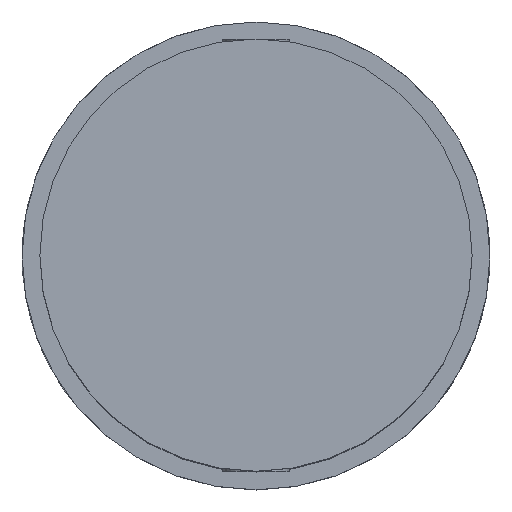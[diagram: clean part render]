
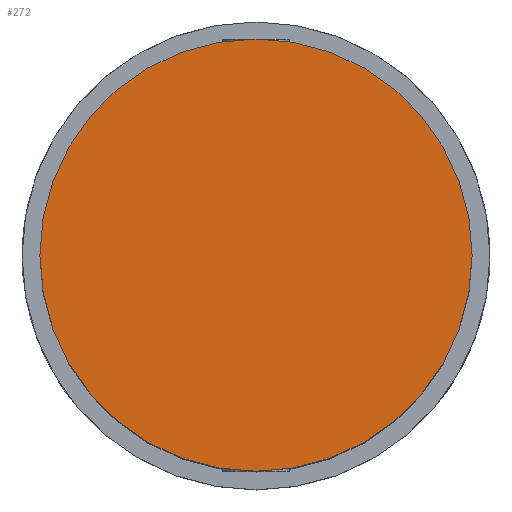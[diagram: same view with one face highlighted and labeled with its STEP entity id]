
A CAD part, top view. The second image highlights one B-rep face of the part: STEP entity #272.
In plain terms, the highlighted planar face has unit normal (0, 0, 1).
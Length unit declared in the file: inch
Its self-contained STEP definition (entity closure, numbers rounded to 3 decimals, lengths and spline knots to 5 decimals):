
#36 = DIRECTION ( 'NONE',  ( 1., 0., 0. ) ) ;
#101 = ORIENTED_EDGE ( 'NONE', *, *, #508, .T. ) ;
#161 = CARTESIAN_POINT ( 'NONE',  ( -0.2, 0., 0.428 ) ) ;
#272 = ADVANCED_FACE ( 'NONE', ( #1084 ), #299, .T. ) ;
#285 = AXIS2_PLACEMENT_3D ( 'NONE', #1184, #599, #36 ) ;
#299 = PLANE ( 'NONE',  #1140 ) ;
#387 = DIRECTION ( 'NONE',  ( 1., 0., 0. ) ) ;
#398 = CIRCLE ( 'NONE', #406, 0.2 ) ;
#406 = AXIS2_PLACEMENT_3D ( 'NONE', #1089, #511, #1188 ) ;
#508 = EDGE_CURVE ( 'NONE', #1130, #764, #398, .T. ) ;
#511 = DIRECTION ( 'NONE',  ( 0., 0., 1. ) ) ;
#556 = CIRCLE ( 'NONE', #285, 0.2 ) ;
#584 = EDGE_LOOP ( 'NONE', ( #618, #101 ) ) ;
#599 = DIRECTION ( 'NONE',  ( 0., 0., 1. ) ) ;
#618 = ORIENTED_EDGE ( 'NONE', *, *, #1049, .T. ) ;
#764 = VERTEX_POINT ( 'NONE', #161 ) ;
#806 = CARTESIAN_POINT ( 'NONE',  ( 0.2, 0., 0.428 ) ) ;
#955 = DIRECTION ( 'NONE',  ( 0., 0., 1. ) ) ;
#958 = CARTESIAN_POINT ( 'NONE',  ( 0., 0., 0.428 ) ) ;
#1049 = EDGE_CURVE ( 'NONE', #764, #1130, #556, .T. ) ;
#1084 = FACE_OUTER_BOUND ( 'NONE', #584, .T. ) ;
#1089 = CARTESIAN_POINT ( 'NONE',  ( 0., 0., 0.428 ) ) ;
#1130 = VERTEX_POINT ( 'NONE', #806 ) ;
#1140 = AXIS2_PLACEMENT_3D ( 'NONE', #958, #955, #387 ) ;
#1184 = CARTESIAN_POINT ( 'NONE',  ( 0., 0., 0.428 ) ) ;
#1188 = DIRECTION ( 'NONE',  ( 1., 0., 0. ) ) ;
